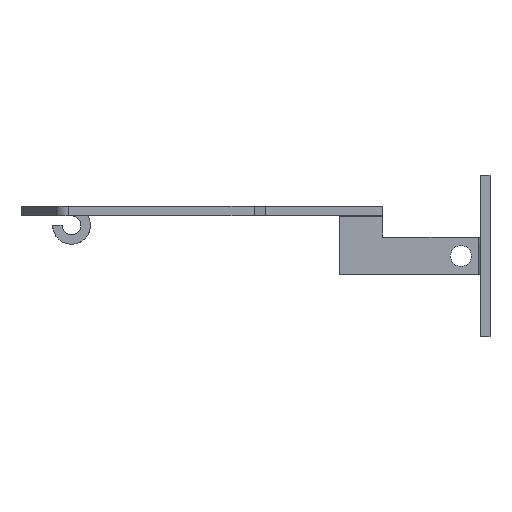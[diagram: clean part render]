
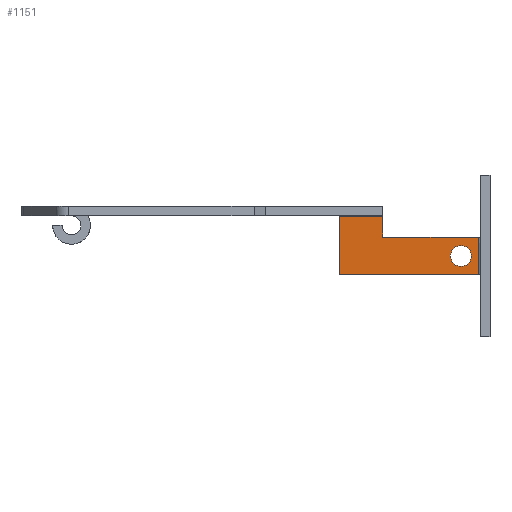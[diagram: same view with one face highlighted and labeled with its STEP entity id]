
A CAD part, left-side view. The second image highlights one B-rep face of the part: STEP entity #1151.
In plain terms, the highlighted planar face has unit normal (-1, 0, 0).
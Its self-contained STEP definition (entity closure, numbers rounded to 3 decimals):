
#555 = EDGE_LOOP ( 'NONE', ( #1130, #1128 ) ) ;
#1081 = EDGE_CURVE ( 'NONE', #1096, #1086, #4405, .T. ) ;
#1086 = VERTEX_POINT ( 'NONE', #4420 ) ;
#1092 = EDGE_CURVE ( 'NONE', #1093, #1096, #4449, .T. ) ;
#1093 = VERTEX_POINT ( 'NONE', #4450 ) ;
#1096 = VERTEX_POINT ( 'NONE', #4400 ) ;
#1122 = EDGE_CURVE ( 'NONE', #1129, #1131, #4504, .T. ) ;
#1123 = EDGE_LOOP ( 'NONE', ( #1127, #1126, #2004, #1986, #1973, #1970 ) ) ;
#1124 = EDGE_CURVE ( 'NONE', #1222, #1224, #4452, .T. ) ;
#1126 = ORIENTED_EDGE ( 'NONE', *, *, #2007, .T. ) ;
#1127 = ORIENTED_EDGE ( 'NONE', *, *, #1122, .T. ) ;
#1128 = ORIENTED_EDGE ( 'NONE', *, *, #1160, .F. ) ;
#1129 = VERTEX_POINT ( 'NONE', #4500 ) ;
#1130 = ORIENTED_EDGE ( 'NONE', *, *, #1124, .F. ) ;
#1131 = VERTEX_POINT ( 'NONE', #4494 ) ;
#1143 = VERTEX_POINT ( 'NONE', #4468 ) ;
#1148 = EDGE_CURVE ( 'NONE', #1086, #1143, #4562, .T. ) ;
#1151 = ADVANCED_FACE ( 'NONE', ( #4536, #4526 ), #4558, .T. ) ;
#1160 = EDGE_CURVE ( 'NONE', #1224, #1222, #4555, .T. ) ;
#1222 = VERTEX_POINT ( 'NONE', #4686 ) ;
#1224 = VERTEX_POINT ( 'NONE', #4690 ) ;
#1970 = ORIENTED_EDGE ( 'NONE', *, *, #1981, .T. ) ;
#1973 = ORIENTED_EDGE ( 'NONE', *, *, #1148, .T. ) ;
#1981 = EDGE_CURVE ( 'NONE', #1143, #1129, #6483, .T. ) ;
#1986 = ORIENTED_EDGE ( 'NONE', *, *, #1081, .T. ) ;
#2004 = ORIENTED_EDGE ( 'NONE', *, *, #1092, .T. ) ;
#2007 = EDGE_CURVE ( 'NONE', #1131, #1093, #6535, .T. ) ;
#4400 = CARTESIAN_POINT ( 'NONE',  ( -48.373, -10.206, -41.226 ) ) ;
#4402 = DIRECTION ( 'NONE',  ( 0., 0., 1. ) ) ;
#4403 = VECTOR ( 'NONE', #4402, 1000. ) ;
#4404 = CARTESIAN_POINT ( 'NONE',  ( -48.373, -10.206, -28.629 ) ) ;
#4405 = LINE ( 'NONE', #4404, #4403 ) ;
#4420 = CARTESIAN_POINT ( 'NONE',  ( -48.373, -10.206, -33.164 ) ) ;
#4446 = DIRECTION ( 'NONE',  ( 0., -1., 0. ) ) ;
#4447 = VECTOR ( 'NONE', #4446, 1000. ) ;
#4448 = CARTESIAN_POINT ( 'NONE',  ( -48.373, 12.402, -41.226 ) ) ;
#4449 = LINE ( 'NONE', #4448, #4447 ) ;
#4450 = CARTESIAN_POINT ( 'NONE',  ( -48.373, 19.523, -41.226 ) ) ;
#4452 = CIRCLE ( 'NONE', #4473, 2.25 ) ;
#4453 = CARTESIAN_POINT ( 'NONE',  ( -48.373, -6.525, -37.195 ) ) ;
#4468 = CARTESIAN_POINT ( 'NONE',  ( -48.373, 10.183, -33.164 ) ) ;
#4473 = AXIS2_PLACEMENT_3D ( 'NONE', #4453, #4497, #4496 ) ;
#4494 = CARTESIAN_POINT ( 'NONE',  ( -48.373, 19.523, -28.73 ) ) ;
#4496 = DIRECTION ( 'NONE',  ( 0., 0., 1. ) ) ;
#4497 = DIRECTION ( 'NONE',  ( -1., 0., 0. ) ) ;
#4500 = CARTESIAN_POINT ( 'NONE',  ( -48.373, 10.183, -28.73 ) ) ;
#4501 = DIRECTION ( 'NONE',  ( 0., 1., 0. ) ) ;
#4502 = VECTOR ( 'NONE', #4501, 1000. ) ;
#4503 = CARTESIAN_POINT ( 'NONE',  ( -48.373, 10.183, -28.73 ) ) ;
#4504 = LINE ( 'NONE', #4503, #4502 ) ;
#4515 = AXIS2_PLACEMENT_3D ( 'NONE', #4534, #4554, #4553 ) ;
#4526 = FACE_OUTER_BOUND ( 'NONE', #1123, .T. ) ;
#4534 = CARTESIAN_POINT ( 'NONE',  ( -48.373, 12.402, -28.629 ) ) ;
#4536 = FACE_BOUND ( 'NONE', #555, .T. ) ;
#4537 = AXIS2_PLACEMENT_3D ( 'NONE', #4589, #4588, #4587 ) ;
#4553 = DIRECTION ( 'NONE',  ( 0., 0., 1. ) ) ;
#4554 = DIRECTION ( 'NONE',  ( -1., 0., 0. ) ) ;
#4555 = CIRCLE ( 'NONE', #4537, 2.25 ) ;
#4558 = PLANE ( 'NONE',  #4515 ) ;
#4559 = DIRECTION ( 'NONE',  ( 0., 1., 0. ) ) ;
#4560 = VECTOR ( 'NONE', #4559, 1000. ) ;
#4561 = CARTESIAN_POINT ( 'NONE',  ( -48.373, 12.402, -33.164 ) ) ;
#4562 = LINE ( 'NONE', #4561, #4560 ) ;
#4587 = DIRECTION ( 'NONE',  ( 0., 0., 1. ) ) ;
#4588 = DIRECTION ( 'NONE',  ( -1., 0., 0. ) ) ;
#4589 = CARTESIAN_POINT ( 'NONE',  ( -48.373, -6.525, -37.195 ) ) ;
#4686 = CARTESIAN_POINT ( 'NONE',  ( -48.373, -6.525, -34.945 ) ) ;
#4690 = CARTESIAN_POINT ( 'NONE',  ( -48.373, -6.525, -39.445 ) ) ;
#6460 = VECTOR ( 'NONE', #6514, 1000. ) ;
#6461 = CARTESIAN_POINT ( 'NONE',  ( -48.373, 10.183, -28.629 ) ) ;
#6483 = LINE ( 'NONE', #6461, #6460 ) ;
#6514 = DIRECTION ( 'NONE',  ( 0., 0., 1. ) ) ;
#6525 = DIRECTION ( 'NONE',  ( 0., 0., -1. ) ) ;
#6526 = VECTOR ( 'NONE', #6525, 1000. ) ;
#6534 = CARTESIAN_POINT ( 'NONE',  ( -48.373, 19.523, -28.629 ) ) ;
#6535 = LINE ( 'NONE', #6534, #6526 ) ;
